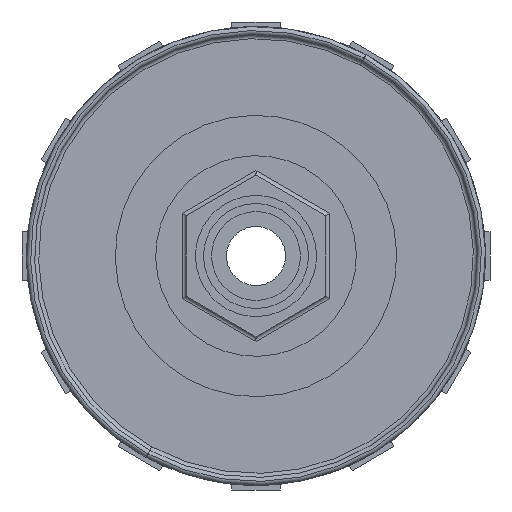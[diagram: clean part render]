
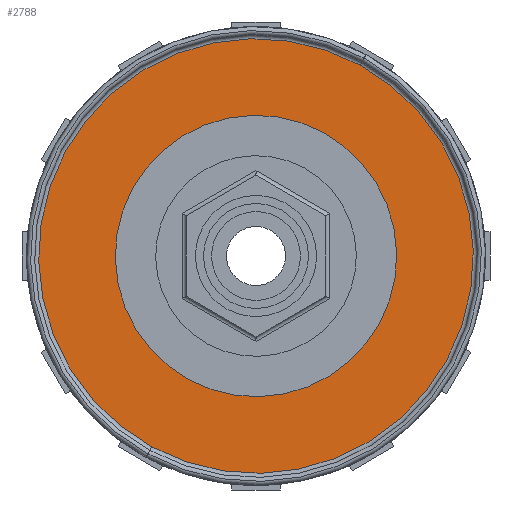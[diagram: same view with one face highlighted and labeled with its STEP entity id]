
A CAD part, front view. The second image highlights one B-rep face of the part: STEP entity #2788.
In plain terms, the highlighted planar face has unit normal (0, -1, 0).
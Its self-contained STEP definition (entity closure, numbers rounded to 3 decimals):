
#2679=CARTESIAN_POINT('Vertex',(-25.829,-10.,-47.28)) ;
#2682=CARTESIAN_POINT('Axis2P3D Location',(0.,-10.,0.)) ;
#2686=CARTESIAN_POINT('Vertex',(25.829,-10.,47.28)) ;
#2749=CARTESIAN_POINT('Axis2P3D Location',(0.,-10.,0.)) ;
#2761=CARTESIAN_POINT('Axis2P3D Location',(0.,-10.,54.875)) ;
#2770=CARTESIAN_POINT('Axis2P3D Location',(0.,-10.,0.)) ;
#2774=CARTESIAN_POINT('Vertex',(-16.72,-10.,-30.606)) ;
#2776=CARTESIAN_POINT('Vertex',(16.72,-10.,30.606)) ;
#2779=CARTESIAN_POINT('Axis2P3D Location',(0.,-10.,0.)) ;
#2683=DIRECTION('Axis2P3D Direction',(-0.,1.,0.)) ;
#2750=DIRECTION('Axis2P3D Direction',(0.,1.,-0.)) ;
#2762=DIRECTION('Axis2P3D Direction',(0.,1.,0.)) ;
#2763=DIRECTION('Axis2P3D XDirection',(1.,-0.,0.)) ;
#2771=DIRECTION('Axis2P3D Direction',(0.,1.,0.)) ;
#2780=DIRECTION('Axis2P3D Direction',(0.,1.,0.)) ;
#2684=AXIS2_PLACEMENT_3D('Circle Axis2P3D',#2682,#2683,$) ;
#2751=AXIS2_PLACEMENT_3D('Circle Axis2P3D',#2749,#2750,$) ;
#2764=AXIS2_PLACEMENT_3D('Plane Axis2P3D',#2761,#2762,#2763) ;
#2772=AXIS2_PLACEMENT_3D('Circle Axis2P3D',#2770,#2771,$) ;
#2781=AXIS2_PLACEMENT_3D('Circle Axis2P3D',#2779,#2780,$) ;
#2767=ORIENTED_EDGE('',*,*,#2753,.T.) ;
#2768=ORIENTED_EDGE('',*,*,#2688,.T.) ;
#2785=ORIENTED_EDGE('',*,*,#2778,.T.) ;
#2786=ORIENTED_EDGE('',*,*,#2783,.T.) ;
#2787=FACE_BOUND('',#2784,.T.) ;
#2788=ADVANCED_FACE('PartBody',(#2769,#2787),#2765,.F.) ;
#2685=CIRCLE('generated circle',#2684,53.875) ;
#2752=CIRCLE('generated circle',#2751,53.875) ;
#2773=CIRCLE('generated circle',#2772,34.875) ;
#2782=CIRCLE('generated circle',#2781,34.875) ;
#2688=EDGE_CURVE('',#2687,#2680,#2685,.F.) ;
#2753=EDGE_CURVE('',#2680,#2687,#2752,.F.) ;
#2778=EDGE_CURVE('',#2775,#2777,#2773,.T.) ;
#2783=EDGE_CURVE('',#2777,#2775,#2782,.T.) ;
#2766=EDGE_LOOP('',(#2767,#2768)) ;
#2784=EDGE_LOOP('',(#2785,#2786)) ;
#2769=FACE_OUTER_BOUND('',#2766,.T.) ;
#2765=PLANE('Plane',#2764) ;
#2680=VERTEX_POINT('',#2679) ;
#2687=VERTEX_POINT('',#2686) ;
#2775=VERTEX_POINT('',#2774) ;
#2777=VERTEX_POINT('',#2776) ;
